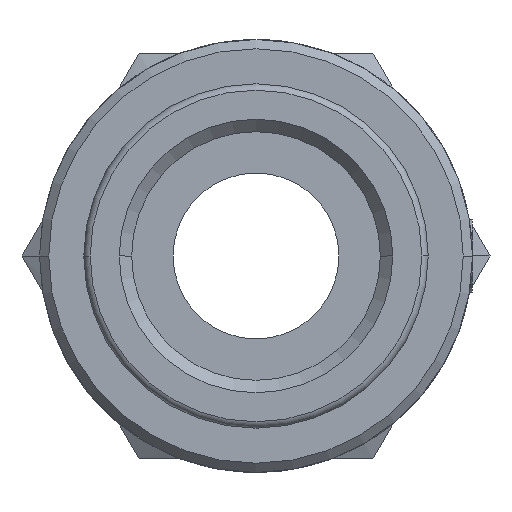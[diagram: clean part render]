
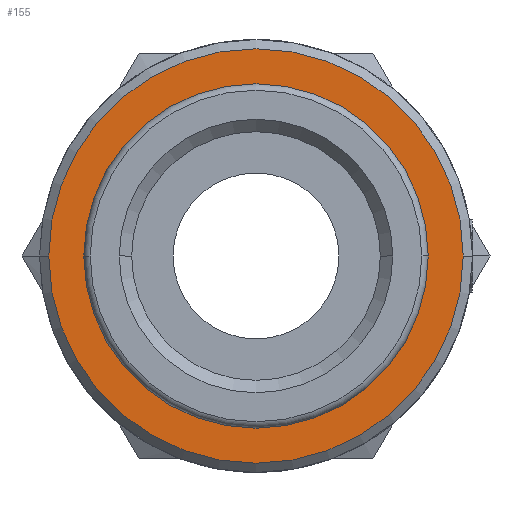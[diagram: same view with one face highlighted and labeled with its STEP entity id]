
A CAD part, front view. The second image highlights one B-rep face of the part: STEP entity #155.
In plain terms, the highlighted planar face has unit normal (0, -1, 0).
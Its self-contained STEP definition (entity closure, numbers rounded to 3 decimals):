
#155=ADVANCED_FACE('',(#370,#371),#372,.T.);
#370=FACE_BOUND('',#645,.T.);
#371=FACE_OUTER_BOUND('',#646,.T.);
#372=PLANE('',#647);
#645=EDGE_LOOP('',(#1043,#1044));
#646=EDGE_LOOP('',(#1045,#1046));
#647=AXIS2_PLACEMENT_3D('',#1047,#1048,#1049);
#1043=ORIENTED_EDGE('',*,*,#1714,.T.);
#1044=ORIENTED_EDGE('',*,*,#1614,.T.);
#1045=ORIENTED_EDGE('',*,*,#1715,.F.);
#1046=ORIENTED_EDGE('',*,*,#1716,.F.);
#1047=CARTESIAN_POINT('',(5.625,5.0,0.0));
#1048=DIRECTION('',(-0.0,-1.0,-0.0));
#1049=DIRECTION('',(-1.0,0.0,0.0));
#1614=EDGE_CURVE('',#1913,#1917,#1919,.T.);
#1714=EDGE_CURVE('',#1917,#1913,#2086,.T.);
#1715=EDGE_CURVE('',#2087,#2088,#2089,.T.);
#1716=EDGE_CURVE('',#2088,#2087,#2090,.T.);
#1913=VERTEX_POINT('',#2340);
#1917=VERTEX_POINT('',#2345);
#1919=CIRCLE('',#2348,9.0);
#2086=CIRCLE('',#2808,9.0);
#2087=VERTEX_POINT('',#2809);
#2088=VERTEX_POINT('',#2810);
#2089=CIRCLE('',#2811,11.25);
#2090=CIRCLE('',#2812,11.25);
#2340=CARTESIAN_POINT('',(9.0,5.0,0.));
#2345=CARTESIAN_POINT('',(-9.0,5.0,0.));
#2348=AXIS2_PLACEMENT_3D('',#3477,#3478,#3479);
#2808=AXIS2_PLACEMENT_3D('',#3616,#3617,#3618);
#2809=CARTESIAN_POINT('',(11.25,5.0,0.0));
#2810=CARTESIAN_POINT('',(-11.25,5.0,0.));
#2811=AXIS2_PLACEMENT_3D('',#3619,#3620,#3621);
#2812=AXIS2_PLACEMENT_3D('',#3622,#3623,#3624);
#3477=CARTESIAN_POINT('',(0.0,5.0,0.0));
#3478=DIRECTION('',(-0.0,1.0,0.0));
#3479=DIRECTION('',(1.0,0.0,0.0));
#3616=CARTESIAN_POINT('',(0.0,5.0,0.0));
#3617=DIRECTION('',(-0.0,1.0,0.0));
#3618=DIRECTION('',(1.0,0.0,0.0));
#3619=CARTESIAN_POINT('',(0.0,5.0,0.0));
#3620=DIRECTION('',(-0.0,1.0,0.0));
#3621=DIRECTION('',(1.0,0.0,0.0));
#3622=CARTESIAN_POINT('',(0.0,5.0,0.0));
#3623=DIRECTION('',(-0.0,1.0,0.0));
#3624=DIRECTION('',(1.0,0.0,0.0));
